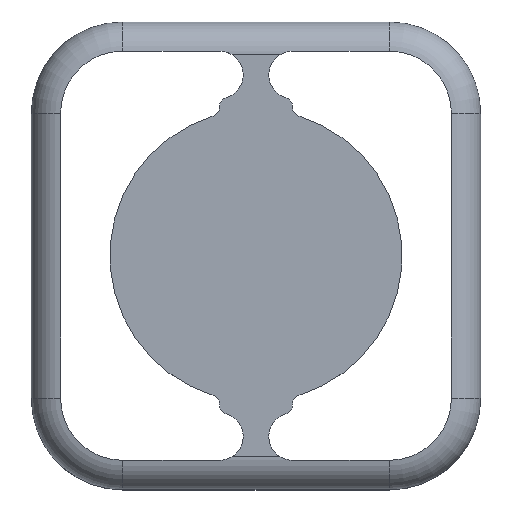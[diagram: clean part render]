
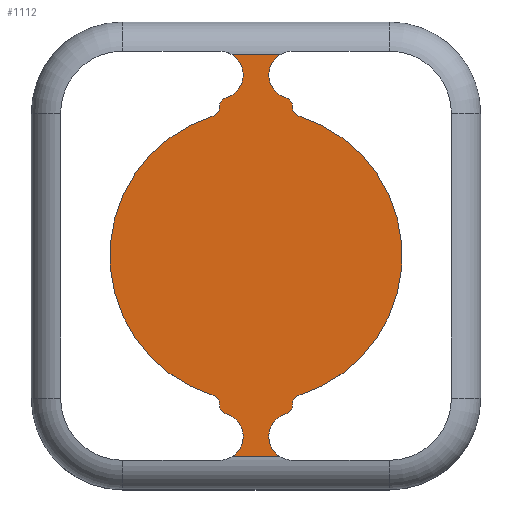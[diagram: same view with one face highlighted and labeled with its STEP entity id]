
A CAD part, top view. The second image highlights one B-rep face of the part: STEP entity #1112.
In plain terms, the highlighted face is planar.
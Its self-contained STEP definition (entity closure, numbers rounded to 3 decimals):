
#40=LINE('',#1723,#124);
#41=LINE('',#1729,#125);
#42=LINE('',#1737,#126);
#43=LINE('',#1743,#127);
#44=LINE('',#1749,#128);
#45=LINE('',#1757,#129);
#124=VECTOR('',#1351,1000.);
#125=VECTOR('',#1356,1000.);
#126=VECTOR('',#1363,1000.);
#127=VECTOR('',#1368,1000.);
#128=VECTOR('',#1373,1000.);
#129=VECTOR('',#1380,1000.);
#208=PLANE('',#1196);
#231=ORIENTED_EDGE('',*,*,#567,.F.);
#232=ORIENTED_EDGE('',*,*,#568,.F.);
#233=ORIENTED_EDGE('',*,*,#569,.F.);
#234=ORIENTED_EDGE('',*,*,#570,.F.);
#235=ORIENTED_EDGE('',*,*,#571,.F.);
#236=ORIENTED_EDGE('',*,*,#572,.F.);
#237=ORIENTED_EDGE('',*,*,#573,.F.);
#238=ORIENTED_EDGE('',*,*,#574,.F.);
#239=ORIENTED_EDGE('',*,*,#575,.F.);
#240=ORIENTED_EDGE('',*,*,#576,.F.);
#241=ORIENTED_EDGE('',*,*,#577,.F.);
#242=ORIENTED_EDGE('',*,*,#578,.F.);
#243=ORIENTED_EDGE('',*,*,#579,.F.);
#244=ORIENTED_EDGE('',*,*,#580,.F.);
#245=ORIENTED_EDGE('',*,*,#581,.F.);
#246=ORIENTED_EDGE('',*,*,#582,.F.);
#247=ORIENTED_EDGE('',*,*,#583,.F.);
#248=ORIENTED_EDGE('',*,*,#584,.F.);
#249=ORIENTED_EDGE('',*,*,#585,.F.);
#250=ORIENTED_EDGE('',*,*,#586,.F.);
#567=EDGE_CURVE('',#735,#736,#839,.T.);
#568=EDGE_CURVE('',#737,#735,#840,.T.);
#569=EDGE_CURVE('',#738,#737,#40,.T.);
#570=EDGE_CURVE('',#739,#738,#841,.T.);
#571=EDGE_CURVE('',#740,#739,#842,.T.);
#572=EDGE_CURVE('',#741,#740,#41,.T.);
#573=EDGE_CURVE('',#742,#741,#843,.T.);
#574=EDGE_CURVE('',#743,#742,#844,.T.);
#575=EDGE_CURVE('',#744,#743,#845,.T.);
#576=EDGE_CURVE('',#745,#744,#42,.T.);
#577=EDGE_CURVE('',#746,#745,#846,.T.);
#578=EDGE_CURVE('',#747,#746,#847,.T.);
#579=EDGE_CURVE('',#748,#747,#43,.T.);
#580=EDGE_CURVE('',#749,#748,#848,.T.);
#581=EDGE_CURVE('',#750,#749,#849,.T.);
#582=EDGE_CURVE('',#751,#750,#44,.T.);
#583=EDGE_CURVE('',#752,#751,#850,.T.);
#584=EDGE_CURVE('',#753,#752,#851,.T.);
#585=EDGE_CURVE('',#754,#753,#852,.T.);
#586=EDGE_CURVE('',#736,#754,#45,.T.);
#735=VERTEX_POINT('',#1719);
#736=VERTEX_POINT('',#1720);
#737=VERTEX_POINT('',#1722);
#738=VERTEX_POINT('',#1724);
#739=VERTEX_POINT('',#1726);
#740=VERTEX_POINT('',#1728);
#741=VERTEX_POINT('',#1730);
#742=VERTEX_POINT('',#1732);
#743=VERTEX_POINT('',#1734);
#744=VERTEX_POINT('',#1736);
#745=VERTEX_POINT('',#1738);
#746=VERTEX_POINT('',#1740);
#747=VERTEX_POINT('',#1742);
#748=VERTEX_POINT('',#1744);
#749=VERTEX_POINT('',#1746);
#750=VERTEX_POINT('',#1748);
#751=VERTEX_POINT('',#1750);
#752=VERTEX_POINT('',#1752);
#753=VERTEX_POINT('',#1754);
#754=VERTEX_POINT('',#1756);
#839=CIRCLE('',#1197,0.25);
#840=CIRCLE('',#1198,0.65);
#841=CIRCLE('',#1199,0.65);
#842=CIRCLE('',#1200,0.25);
#843=CIRCLE('',#1201,0.25);
#844=CIRCLE('',#1202,4.);
#845=CIRCLE('',#1203,0.25);
#846=CIRCLE('',#1204,0.25);
#847=CIRCLE('',#1205,0.65);
#848=CIRCLE('',#1206,0.65);
#849=CIRCLE('',#1207,0.25);
#850=CIRCLE('',#1208,0.25);
#851=CIRCLE('',#1209,4.);
#852=CIRCLE('',#1210,0.25);
#915=EDGE_LOOP('',(#231,#232,#233,#234,#235,#236,#237,#238,#239,#240,#241,
#242,#243,#244,#245,#246,#247,#248,#249,#250));
#995=FACE_BOUND('',#915,.T.);
#1112=ADVANCED_FACE('',(#995),#208,.F.);
#1196=AXIS2_PLACEMENT_3D('',#1717,#1345,#1346);
#1197=AXIS2_PLACEMENT_3D('',#1718,#1347,#1348);
#1198=AXIS2_PLACEMENT_3D('',#1721,#1349,#1350);
#1199=AXIS2_PLACEMENT_3D('',#1725,#1352,#1353);
#1200=AXIS2_PLACEMENT_3D('',#1727,#1354,#1355);
#1201=AXIS2_PLACEMENT_3D('',#1731,#1357,#1358);
#1202=AXIS2_PLACEMENT_3D('',#1733,#1359,#1360);
#1203=AXIS2_PLACEMENT_3D('',#1735,#1361,#1362);
#1204=AXIS2_PLACEMENT_3D('',#1739,#1364,#1365);
#1205=AXIS2_PLACEMENT_3D('',#1741,#1366,#1367);
#1206=AXIS2_PLACEMENT_3D('',#1745,#1369,#1370);
#1207=AXIS2_PLACEMENT_3D('',#1747,#1371,#1372);
#1208=AXIS2_PLACEMENT_3D('',#1751,#1374,#1375);
#1209=AXIS2_PLACEMENT_3D('',#1753,#1376,#1377);
#1210=AXIS2_PLACEMENT_3D('',#1755,#1378,#1379);
#1345=DIRECTION('',(0.,-1.,0.));
#1346=DIRECTION('',(0.,0.,-1.));
#1347=DIRECTION('',(0.,-1.,0.));
#1348=DIRECTION('',(0.,0.,1.));
#1349=DIRECTION('',(0.,1.,0.));
#1350=DIRECTION('',(0.,0.,1.));
#1351=DIRECTION('',(1.,0.,0.));
#1352=DIRECTION('',(0.,1.,0.));
#1353=DIRECTION('',(0.,0.,1.));
#1354=DIRECTION('',(0.,-1.,0.));
#1355=DIRECTION('',(0.,0.,1.));
#1356=DIRECTION('',(0.,0.,-1.));
#1357=DIRECTION('',(0.,1.,0.));
#1358=DIRECTION('',(0.,0.,1.));
#1359=DIRECTION('',(0.,-1.,0.));
#1360=DIRECTION('',(0.,0.,1.));
#1361=DIRECTION('',(0.,1.,0.));
#1362=DIRECTION('',(0.,0.,1.));
#1363=DIRECTION('',(0.,0.,-1.));
#1364=DIRECTION('',(0.,-1.,0.));
#1365=DIRECTION('',(0.,0.,1.));
#1366=DIRECTION('',(0.,1.,0.));
#1367=DIRECTION('',(0.,0.,1.));
#1368=DIRECTION('',(-1.,0.,0.));
#1369=DIRECTION('',(0.,1.,0.));
#1370=DIRECTION('',(0.,0.,1.));
#1371=DIRECTION('',(0.,-1.,0.));
#1372=DIRECTION('',(0.,0.,1.));
#1373=DIRECTION('',(0.,0.,1.));
#1374=DIRECTION('',(0.,1.,0.));
#1375=DIRECTION('',(0.,0.,1.));
#1376=DIRECTION('',(0.,-1.,0.));
#1377=DIRECTION('',(0.,0.,1.));
#1378=DIRECTION('',(0.,1.,0.));
#1379=DIRECTION('',(0.,0.,1.));
#1380=DIRECTION('',(0.,0.,1.));
#1717=CARTESIAN_POINT('',(3.65,0.,3.9));
#1718=CARTESIAN_POINT('',(0.75,0.,-4.085));
#1719=CARTESIAN_POINT('',(0.819,0.,-4.326));
#1720=CARTESIAN_POINT('',(1.,0.,-4.085));
#1721=CARTESIAN_POINT('',(1.,0.,-4.95));
#1722=CARTESIAN_POINT('',(0.654,0.,-5.5));
#1723=CARTESIAN_POINT('',(-3.65,0.,-5.5));
#1724=CARTESIAN_POINT('',(-0.654,0.,-5.5));
#1725=CARTESIAN_POINT('',(-1.,0.,-4.95));
#1726=CARTESIAN_POINT('',(-0.819,0.,-4.326));
#1727=CARTESIAN_POINT('',(-0.75,0.,-4.085));
#1728=CARTESIAN_POINT('',(-1.,0.,-4.085));
#1729=CARTESIAN_POINT('',(-1.,0.,-4.062));
#1730=CARTESIAN_POINT('',(-1.,0.,-4.062));
#1731=CARTESIAN_POINT('',(-1.25,0.,-4.062));
#1732=CARTESIAN_POINT('',(-1.176,0.,-3.823));
#1733=CARTESIAN_POINT('',(0.,0.,0.));
#1734=CARTESIAN_POINT('',(-1.176,0.,3.823));
#1735=CARTESIAN_POINT('',(-1.25,0.,4.062));
#1736=CARTESIAN_POINT('',(-1.,0.,4.062));
#1737=CARTESIAN_POINT('',(-1.,0.,4.062));
#1738=CARTESIAN_POINT('',(-1.,0.,4.085));
#1739=CARTESIAN_POINT('',(-0.75,0.,4.085));
#1740=CARTESIAN_POINT('',(-0.819,0.,4.326));
#1741=CARTESIAN_POINT('',(-1.,0.,4.95));
#1742=CARTESIAN_POINT('',(-0.654,0.,5.5));
#1743=CARTESIAN_POINT('',(3.65,0.,5.5));
#1744=CARTESIAN_POINT('',(0.654,0.,5.5));
#1745=CARTESIAN_POINT('',(1.,0.,4.95));
#1746=CARTESIAN_POINT('',(0.819,0.,4.326));
#1747=CARTESIAN_POINT('',(0.75,0.,4.085));
#1748=CARTESIAN_POINT('',(1.,0.,4.085));
#1749=CARTESIAN_POINT('',(1.,0.,4.062));
#1750=CARTESIAN_POINT('',(1.,0.,4.062));
#1751=CARTESIAN_POINT('',(1.25,0.,4.062));
#1752=CARTESIAN_POINT('',(1.176,0.,3.823));
#1753=CARTESIAN_POINT('',(0.,0.,0.));
#1754=CARTESIAN_POINT('',(1.176,0.,-3.823));
#1755=CARTESIAN_POINT('',(1.25,0.,-4.062));
#1756=CARTESIAN_POINT('',(1.,0.,-4.062));
#1757=CARTESIAN_POINT('',(1.,0.,-4.062));
